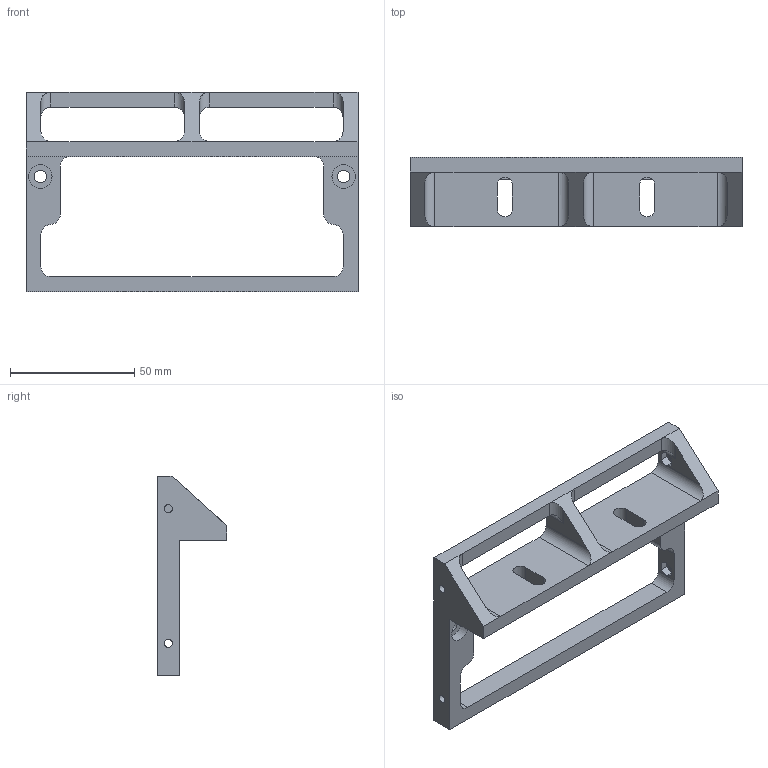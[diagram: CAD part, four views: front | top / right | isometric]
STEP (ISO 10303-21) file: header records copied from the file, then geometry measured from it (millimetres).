
FILE_DESCRIPTION(/* description */ (''),/* implementation_level */ '2;1');
FILE_NAME(/* name */ 'Otto''EuroMount_3U.stp',/* time_stamp */ '2018-05-23T15:45:36+02:00',/* author */ ('suku'),/* organization */ (''),/* preprocessor_version */ 'ST-DEVELOPER v16.1',/* originating_system */ 'Autodesk Inventor 2016',/* authorisation */ '');
FILE_SCHEMA (('AUTOMOTIVE_DESIGN { 1 0 10303 214 3 1 1 }'));
Length unit declared in the file: millimetre
Products named in the file (1): EuroMount_3U
Bounding box: 133.35 x 28 x 80.1 mm (x, y, z)
Volume: 46220.5 mm3; surface area: 22951.8 mm2
Topology: 1 solids, 1 shells, 120 faces, 346 edges, 227 vertices
Faces by surface type: plane 88, cylinder 32
Full cylindrical faces by diameter (mm): 3.2 x4, 5 x2, 9.5 x2
Entity records: 3897 total; most frequent: CARTESIAN_POINT 676, ORIENTED_EDGE 666, DIRECTION 647, EDGE_CURVE 333, LINE 261, VECTOR 261, VERTEX_POINT 222, AXIS2_PLACEMENT_3D 193
